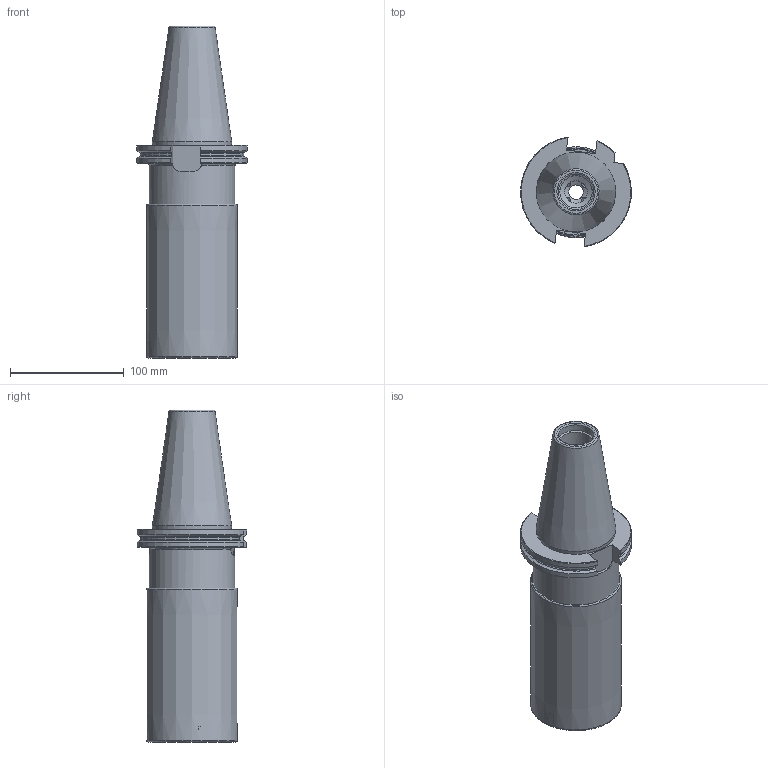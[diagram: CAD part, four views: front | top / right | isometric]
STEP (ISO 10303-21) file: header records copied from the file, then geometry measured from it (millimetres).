
FILE_DESCRIPTION(/* description */ (''),/* implementation_level */ '2;1');
FILE_NAME(/* name */ '80J2R190H50-SLSN134-C-202145260ndi000_00-SIM.stp',/* time_stamp */ '2019-12-11T07:26:10+01:00',/* author */ (''),/* organization */ (''),/* preprocessor_version */ 'ST-DEVELOPER v16.7',/* originating_system */ 'SIEMENS PLM Software NX 12.0',/* authorisation */ '');
FILE_SCHEMA (('AUTOMOTIVE_DESIGN { 1 0 10303 214 3 1 1 1 }'));
Length unit declared in the file: millimetre
Products named in the file (1): hm153AD0A778c0u4
Bounding box: 97.37 x 96.43 x 291.65 mm (x, y, z)
Volume: 1320456.9 mm3; surface area: 172569.8 mm2
Topology: 3 solids, 3 shells, 608 faces, 1784 edges, 1139 vertices
Faces by surface type: cylinder 223, plane 165, cone 92, torus 46, sphere 43, bspline 30, revolution 9
Full cylindrical faces by diameter (mm): 2.5 x8, 4.2 x8, 4.5 x4, 5 x4, 12.8 x1, 17 x1, 20 x1, 24.6 x1, 25 x2, 25.4 x1, 26 x1, 28.5 x1, 31.2 x1, 75.567 x1
Entity records: 23952 total; most frequent: CARTESIAN_POINT 9739, ORIENTED_EDGE 3132, DIRECTION 2655, EDGE_CURVE 1566, AXIS2_PLACEMENT_3D 1125, VERTEX_POINT 1057, EDGE_LOOP 713, B_SPLINE_CURVE_WITH_KNOTS 614
